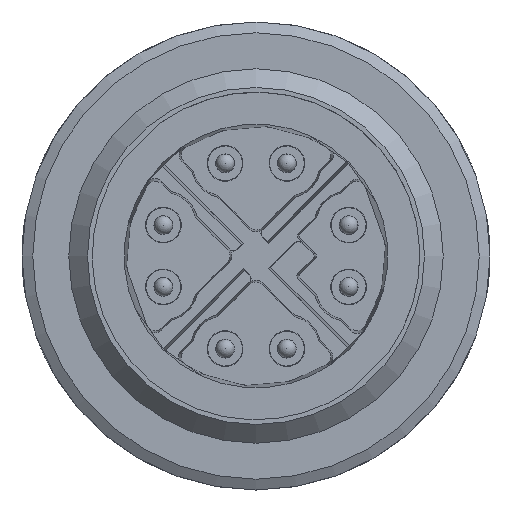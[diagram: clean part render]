
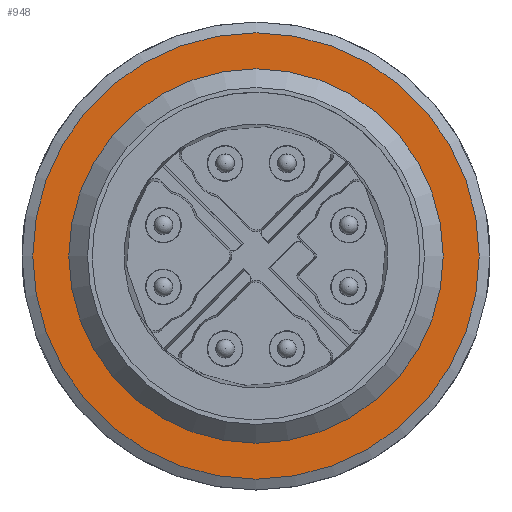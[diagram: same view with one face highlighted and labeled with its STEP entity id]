
A CAD part, front view. The second image highlights one B-rep face of the part: STEP entity #948.
In plain terms, the highlighted planar face has unit normal (0, -1, 0).
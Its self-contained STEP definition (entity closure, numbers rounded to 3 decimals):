
#235=PLANE('',#4065);
#948=ADVANCED_FACE('',(#1176,#1177),#235,.F.);
#1176=FACE_BOUND('',#1367,.T.);
#1177=FACE_BOUND('',#1368,.T.);
#1367=EDGE_LOOP('',(#2281));
#1368=EDGE_LOOP('',(#2282));
#1617=CIRCLE('',#4062,7.154);
#1618=CIRCLE('',#4064,6.);
#2281=ORIENTED_EDGE('',*,*,#3486,.F.);
#2282=ORIENTED_EDGE('',*,*,#3485,.T.);
#3036=VERTEX_POINT('',#6588);
#3037=VERTEX_POINT('',#6591);
#3485=EDGE_CURVE('',#3036,#3036,#1617,.T.);
#3486=EDGE_CURVE('',#3037,#3037,#1618,.T.);
#4062=AXIS2_PLACEMENT_3D('',#6587,#4835,#4836);
#4064=AXIS2_PLACEMENT_3D('',#6590,#4839,#4840);
#4065=AXIS2_PLACEMENT_3D('',#6592,#4841,#4842);
#4835=DIRECTION('',(0.,-1.,0.));
#4836=DIRECTION('',(-0.866,0.,-0.5));
#4839=DIRECTION('',(0.,-1.,0.));
#4840=DIRECTION('',(-0.866,0.,-0.5));
#4841=DIRECTION('',(0.,1.,0.));
#4842=DIRECTION('',(-0.866,0.,-0.5));
#6587=CARTESIAN_POINT('',(50.,42.5,0.));
#6588=CARTESIAN_POINT('',(43.805,42.5,-3.577));
#6590=CARTESIAN_POINT('',(50.,42.5,0.));
#6591=CARTESIAN_POINT('',(44.804,42.5,-3.));
#6592=CARTESIAN_POINT('',(53.577,42.5,-6.195));
